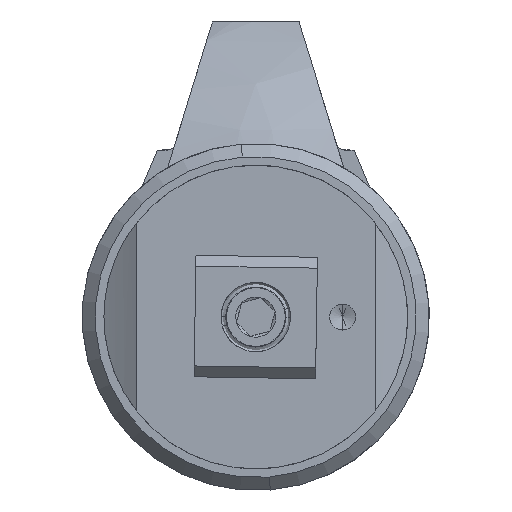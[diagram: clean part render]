
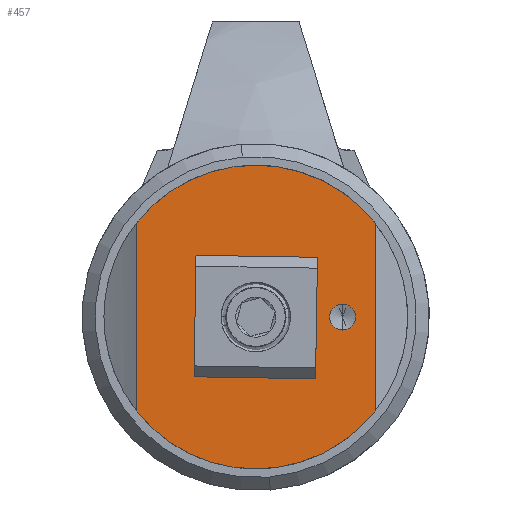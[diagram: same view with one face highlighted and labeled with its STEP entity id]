
A CAD part, front view. The second image highlights one B-rep face of the part: STEP entity #457.
In plain terms, the highlighted planar face has unit normal (0, -1, 0).
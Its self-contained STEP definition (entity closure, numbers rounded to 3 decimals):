
#457=ADVANCED_FACE('',(#1157,#1158,#1159),#1160,.F.);
#1157=FACE_OUTER_BOUND('',#2193,.T.);
#1158=FACE_BOUND('',#2194,.T.);
#1159=FACE_BOUND('',#2195,.T.);
#1160=PLANE('',#2196);
#2193=EDGE_LOOP('',(#3399,#3400,#3401,#3402,#3403,#3404));
#2194=EDGE_LOOP('',(#3405,#3406));
#2195=EDGE_LOOP('',(#3407,#3408));
#2196=AXIS2_PLACEMENT_3D('',#3409,#3410,#3411);
#3399=ORIENTED_EDGE('',*,*,#5985,.F.);
#3400=ORIENTED_EDGE('',*,*,#5999,.T.);
#3401=ORIENTED_EDGE('',*,*,#5981,.F.);
#3402=ORIENTED_EDGE('',*,*,#5944,.F.);
#3403=ORIENTED_EDGE('',*,*,#6000,.T.);
#3404=ORIENTED_EDGE('',*,*,#5940,.F.);
#3405=ORIENTED_EDGE('',*,*,#5953,.F.);
#3406=ORIENTED_EDGE('',*,*,#5977,.F.);
#3407=ORIENTED_EDGE('',*,*,#5970,.T.);
#3408=ORIENTED_EDGE('',*,*,#5966,.T.);
#3409=CARTESIAN_POINT('',(35.0,0.0,0.0));
#3410=DIRECTION('',(0.0,1.0,0.0));
#3411=DIRECTION('',(1.0,0.0,-0.0));
#5940=EDGE_CURVE('',#7001,#7004,#7005,.T.);
#5944=EDGE_CURVE('',#7010,#7012,#7013,.T.);
#5953=EDGE_CURVE('',#7025,#7027,#7028,.T.);
#5966=EDGE_CURVE('',#7048,#7046,#7049,.T.);
#5970=EDGE_CURVE('',#7046,#7048,#7053,.T.);
#5977=EDGE_CURVE('',#7027,#7025,#7060,.T.);
#5981=EDGE_CURVE('',#7012,#7064,#7065,.T.);
#5985=EDGE_CURVE('',#7070,#7001,#7072,.T.);
#5999=EDGE_CURVE('',#7070,#7064,#7086,.T.);
#6000=EDGE_CURVE('',#7010,#7004,#7087,.T.);
#7001=VERTEX_POINT('',#8518);
#7004=VERTEX_POINT('',#8522);
#7005=CIRCLE('',#8523,35.0);
#7010=VERTEX_POINT('',#8546);
#7012=VERTEX_POINT('',#8549);
#7013=CIRCLE('',#8550,35.0);
#7025=VERTEX_POINT('',#8565);
#7027=VERTEX_POINT('',#8568);
#7028=CIRCLE('',#8569,3.0);
#7046=VERTEX_POINT('',#8592);
#7048=VERTEX_POINT('',#8595);
#7049=CIRCLE('',#8596,8.0);
#7053=CIRCLE('',#8601,8.0);
#7060=CIRCLE('',#8608,3.0);
#7064=VERTEX_POINT('',#8612);
#7065=CIRCLE('',#8613,35.0);
#7070=VERTEX_POINT('',#8636);
#7072=CIRCLE('',#8639,35.0);
#7086=LINE('',#8653,#8654);
#7087=LINE('',#8655,#8656);
#8518=CARTESIAN_POINT('',(0.,0.0,35.0));
#8522=CARTESIAN_POINT('',(27.5,0.0,21.651));
#8523=AXIS2_PLACEMENT_3D('',#10965,#10966,#10967);
#8546=CARTESIAN_POINT('',(27.5,0.0,-21.651));
#8549=CARTESIAN_POINT('',(0.,0.0,-35.0));
#8550=AXIS2_PLACEMENT_3D('',#10970,#10971,#10972);
#8565=CARTESIAN_POINT('',(20.0,0.,-3.0));
#8568=CARTESIAN_POINT('',(20.0,0.,3.0));
#8569=AXIS2_PLACEMENT_3D('',#10983,#10984,#10985);
#8592=CARTESIAN_POINT('',(0.0,0.0,-8.0));
#8595=CARTESIAN_POINT('',(0.,0.0,8.0));
#8596=AXIS2_PLACEMENT_3D('',#11001,#11002,#11003);
#8601=AXIS2_PLACEMENT_3D('',#11008,#11009,#11010);
#8608=AXIS2_PLACEMENT_3D('',#11020,#11021,#11022);
#8612=CARTESIAN_POINT('',(-27.5,0.0,-21.651));
#8613=AXIS2_PLACEMENT_3D('',#11026,#11027,#11028);
#8636=CARTESIAN_POINT('',(-27.5,0.0,21.651));
#8639=AXIS2_PLACEMENT_3D('',#11031,#11032,#11033);
#8653=CARTESIAN_POINT('',(-27.5,0.0,21.651));
#8654=VECTOR('',#11055,43.301);
#8655=CARTESIAN_POINT('',(27.5,0.0,-21.651));
#8656=VECTOR('',#11056,43.301);
#10965=CARTESIAN_POINT('',(0.0,0.0,0.0));
#10966=DIRECTION('',(0.0,1.0,0.0));
#10967=DIRECTION('',(0.0,0.0,1.0));
#10970=CARTESIAN_POINT('',(0.0,0.0,0.0));
#10971=DIRECTION('',(0.0,1.0,0.0));
#10972=DIRECTION('',(0.0,0.0,1.0));
#10983=CARTESIAN_POINT('',(20.0,0.,0.0));
#10984=DIRECTION('',(0.0,-1.0,0.0));
#10985=DIRECTION('',(0.0,0.0,-1.0));
#11001=CARTESIAN_POINT('',(0.0,0.0,0.0));
#11002=DIRECTION('',(0.0,1.0,0.0));
#11003=DIRECTION('',(0.0,0.0,1.0));
#11008=CARTESIAN_POINT('',(0.0,0.0,0.0));
#11009=DIRECTION('',(0.0,1.0,0.0));
#11010=DIRECTION('',(0.0,0.0,1.0));
#11020=CARTESIAN_POINT('',(20.0,0.,0.0));
#11021=DIRECTION('',(0.0,-1.0,0.0));
#11022=DIRECTION('',(0.0,0.0,-1.0));
#11026=CARTESIAN_POINT('',(0.0,0.0,0.0));
#11027=DIRECTION('',(0.0,1.0,0.0));
#11028=DIRECTION('',(0.0,0.0,1.0));
#11031=CARTESIAN_POINT('',(0.0,0.0,0.0));
#11032=DIRECTION('',(0.0,1.0,0.0));
#11033=DIRECTION('',(0.0,0.0,1.0));
#11055=DIRECTION('',(0.0,0.0,-1.0));
#11056=DIRECTION('',(0.0,0.0,1.0));
